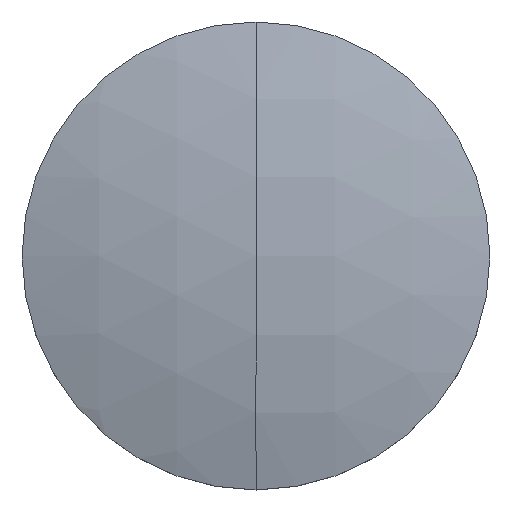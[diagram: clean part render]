
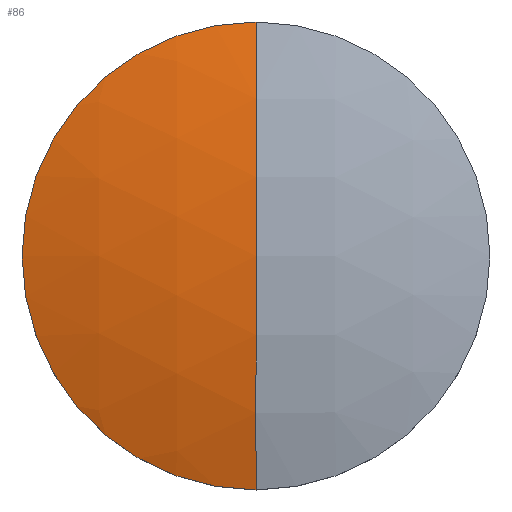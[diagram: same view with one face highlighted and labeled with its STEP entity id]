
A CAD part, top view. The second image highlights one B-rep face of the part: STEP entity #86.
In plain terms, the highlighted spherical face has radius 21.69 mm.
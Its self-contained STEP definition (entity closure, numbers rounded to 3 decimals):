
#39 = EDGE_LOOP ( 'NONE', ( #80, #77, #72 ) ) ;
#72 = ORIENTED_EDGE ( 'NONE', *, *, #73, .F. ) ;
#73 = EDGE_CURVE ( 'NONE', #81, #78, #131, .T. ) ;
#75 = EDGE_CURVE ( 'NONE', #76, #78, #180, .T. ) ;
#76 = VERTEX_POINT ( 'NONE', #162 ) ;
#77 = ORIENTED_EDGE ( 'NONE', *, *, #75, .T. ) ;
#78 = VERTEX_POINT ( 'NONE', #146 ) ;
#79 = EDGE_CURVE ( 'NONE', #81, #76, #196, .T. ) ;
#80 = ORIENTED_EDGE ( 'NONE', *, *, #79, .T. ) ;
#81 = VERTEX_POINT ( 'NONE', #136 ) ;
#86 = ADVANCED_FACE ( 'NONE', ( #126 ), #161, .T. ) ;
#113 = DIRECTION ( 'NONE',  ( 0., 1., 0. ) ) ;
#116 = DIRECTION ( 'NONE',  ( -1., 0., 0. ) ) ;
#117 = CARTESIAN_POINT ( 'NONE',  ( 0., 0., -20.465 ) ) ;
#126 = FACE_OUTER_BOUND ( 'NONE', #39, .T. ) ;
#131 = CIRCLE ( 'NONE', #170, 21.69 ) ;
#134 = AXIS2_PLACEMENT_3D ( 'NONE', #117, #116, #113 ) ;
#135 = CARTESIAN_POINT ( 'NONE',  ( 0., 0., 0.275 ) ) ;
#136 = CARTESIAN_POINT ( 'NONE',  ( 0., 6.35, 0.275 ) ) ;
#141 = DIRECTION ( 'NONE',  ( 0., -1., 0. ) ) ;
#145 = DIRECTION ( 'NONE',  ( 0., 0., 1. ) ) ;
#146 = CARTESIAN_POINT ( 'NONE',  ( 0., 0., 1.225 ) ) ;
#161 = SPHERICAL_SURFACE ( 'NONE', #134, 21.69 ) ;
#162 = CARTESIAN_POINT ( 'NONE',  ( 0., -6.35, 0.275 ) ) ;
#163 = DIRECTION ( 'NONE',  ( 0., -1., 0. ) ) ;
#164 = DIRECTION ( 'NONE',  ( -1., 0., 0. ) ) ;
#165 = AXIS2_PLACEMENT_3D ( 'NONE', #135, #145, #141 ) ;
#170 = AXIS2_PLACEMENT_3D ( 'NONE', #199, #198, #197 ) ;
#179 = AXIS2_PLACEMENT_3D ( 'NONE', #200, #164, #163 ) ;
#180 = CIRCLE ( 'NONE', #179, 21.69 ) ;
#196 = CIRCLE ( 'NONE', #165, 6.35 ) ;
#197 = DIRECTION ( 'NONE',  ( 0., 0., -1. ) ) ;
#198 = DIRECTION ( 'NONE',  ( 1., 0., 0. ) ) ;
#199 = CARTESIAN_POINT ( 'NONE',  ( 0., 0., -20.465 ) ) ;
#200 = CARTESIAN_POINT ( 'NONE',  ( 0., 0., -20.465 ) ) ;
